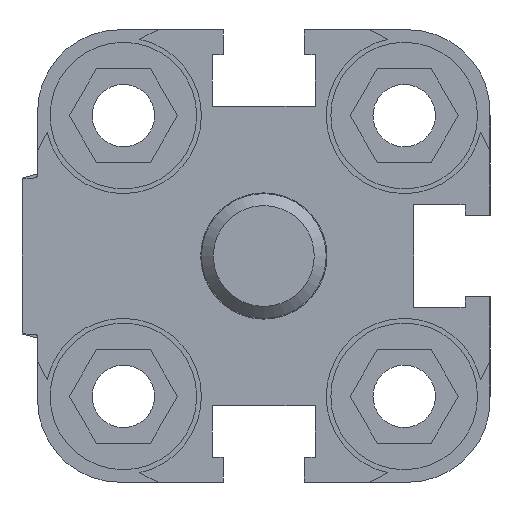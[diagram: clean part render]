
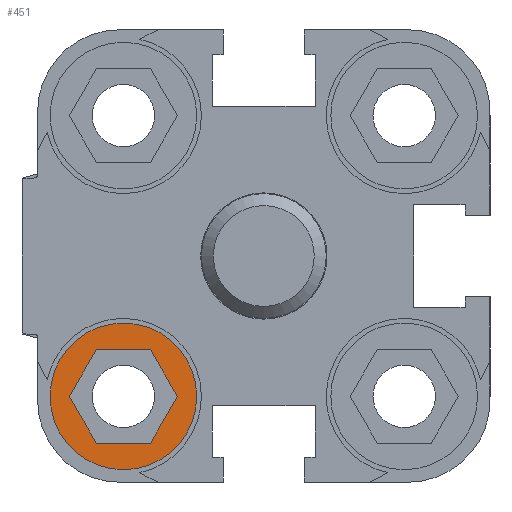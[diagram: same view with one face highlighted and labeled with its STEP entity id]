
A CAD part, left-side view. The second image highlights one B-rep face of the part: STEP entity #451.
In plain terms, the highlighted face is planar.
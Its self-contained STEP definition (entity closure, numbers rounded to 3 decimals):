
#451 = ADVANCED_FACE( '', ( #961, #962 ), #963, .F. );
#961 = FACE_OUTER_BOUND( '', #1661, .T. );
#962 = FACE_BOUND( '', #1662, .T. );
#963 = PLANE( '', #1663 );
#1661 = EDGE_LOOP( '', ( #2440 ) );
#1662 = EDGE_LOOP( '', ( #2441, #2442, #2443, #2444, #2445, #2446 ) );
#1663 = AXIS2_PLACEMENT_3D( '', #2447, #2448, #2449 );
#2440 = ORIENTED_EDGE( '', *, *, #4259, .F. );
#2441 = ORIENTED_EDGE( '', *, *, #4260, .F. );
#2442 = ORIENTED_EDGE( '', *, *, #4261, .F. );
#2443 = ORIENTED_EDGE( '', *, *, #4262, .F. );
#2444 = ORIENTED_EDGE( '', *, *, #4263, .F. );
#2445 = ORIENTED_EDGE( '', *, *, #4230, .F. );
#2446 = ORIENTED_EDGE( '', *, *, #4264, .T. );
#2447 = CARTESIAN_POINT( '', ( 0., 19., 0. ) );
#2448 = DIRECTION( '', ( 0., -1., 0. ) );
#2449 = DIRECTION( '', ( 0., 0., -1. ) );
#4230 = EDGE_CURVE( '', #5013, #5014, #5015, .T. );
#4259 = EDGE_CURVE( '', #5064, #5064, #5065, .T. );
#4260 = EDGE_CURVE( '', #5066, #5067, #5068, .T. );
#4261 = EDGE_CURVE( '', #5069, #5066, #5070, .T. );
#4262 = EDGE_CURVE( '', #5071, #5069, #5072, .T. );
#4263 = EDGE_CURVE( '', #5014, #5071, #5073, .T. );
#4264 = EDGE_CURVE( '', #5013, #5067, #5074, .T. );
#5013 = VERTEX_POINT( '', #6151 );
#5014 = VERTEX_POINT( '', #6152 );
#5015 = LINE( '', #6153, #6154 );
#5064 = VERTEX_POINT( '', #6218 );
#5065 = CIRCLE( '', #6219, 4.7 );
#5066 = VERTEX_POINT( '', #6220 );
#5067 = VERTEX_POINT( '', #6221 );
#5068 = LINE( '', #6222, #6223 );
#5069 = VERTEX_POINT( '', #6224 );
#5070 = LINE( '', #6225, #6226 );
#5071 = VERTEX_POINT( '', #6227 );
#5072 = LINE( '', #6228, #6229 );
#5073 = LINE( '', #6230, #6231 );
#5074 = LINE( '', #6232, #6233 );
#6151 = CARTESIAN_POINT( '', ( 3., 19., -1.732 ) );
#6152 = CARTESIAN_POINT( '', ( 0., 19., -3.464 ) );
#6153 = CARTESIAN_POINT( '', ( 3., 19., -1.732 ) );
#6154 = VECTOR( '', #7563, 1000. );
#6218 = CARTESIAN_POINT( '', ( 0., 19., -4.7 ) );
#6219 = AXIS2_PLACEMENT_3D( '', #7597, #7598, #7599 );
#6220 = CARTESIAN_POINT( '', ( 0., 19., 3.464 ) );
#6221 = CARTESIAN_POINT( '', ( 3., 19., 1.732 ) );
#6222 = CARTESIAN_POINT( '', ( 0., 19., 3.464 ) );
#6223 = VECTOR( '', #7600, 1000. );
#6224 = CARTESIAN_POINT( '', ( -3., 19., 1.732 ) );
#6225 = CARTESIAN_POINT( '', ( -3., 19., 1.732 ) );
#6226 = VECTOR( '', #7601, 1000. );
#6227 = CARTESIAN_POINT( '', ( -3., 19., -1.732 ) );
#6228 = CARTESIAN_POINT( '', ( -3., 19., -1.732 ) );
#6229 = VECTOR( '', #7602, 1000. );
#6230 = CARTESIAN_POINT( '', ( 0., 19., -3.464 ) );
#6231 = VECTOR( '', #7603, 1000. );
#6232 = CARTESIAN_POINT( '', ( 3., 19., 0. ) );
#6233 = VECTOR( '', #7604, 1000. );
#7563 = DIRECTION( '', ( -0.866, 0., -0.5 ) );
#7597 = CARTESIAN_POINT( '', ( 0., 19., 0. ) );
#7598 = DIRECTION( '', ( 0., -1., 0. ) );
#7599 = DIRECTION( '', ( 0., 0., -1. ) );
#7600 = DIRECTION( '', ( 0.866, 0., -0.5 ) );
#7601 = DIRECTION( '', ( 0.866, 0., 0.5 ) );
#7602 = DIRECTION( '', ( 0., 0., 1. ) );
#7603 = DIRECTION( '', ( -0.866, 0., 0.5 ) );
#7604 = DIRECTION( '', ( 0., 0., 1. ) );
